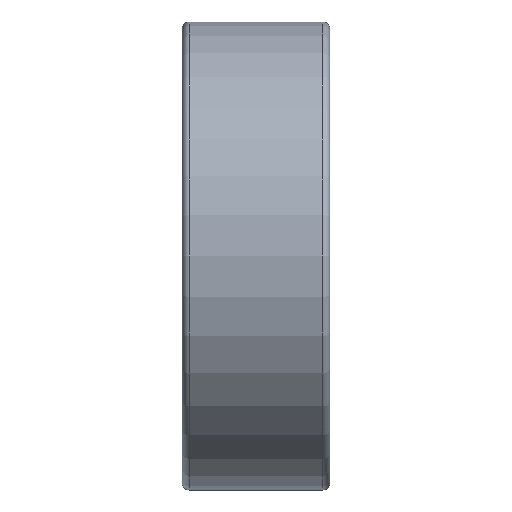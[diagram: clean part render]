
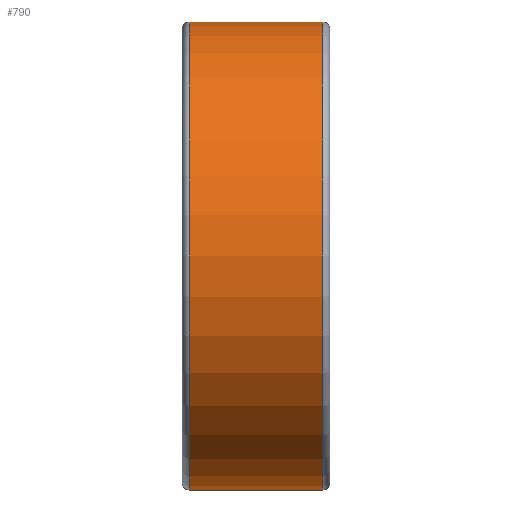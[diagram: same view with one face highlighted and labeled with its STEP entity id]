
A CAD part, front view. The second image highlights one B-rep face of the part: STEP entity #790.
In plain terms, the highlighted cylindrical face has radius 9.5 mm (diameter 19 mm), a partial arc.
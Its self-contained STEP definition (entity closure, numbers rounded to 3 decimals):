
#67 = ORIENTED_EDGE ( 'NONE', *, *, #274, .T. ) ;
#75 = CARTESIAN_POINT ( 'NONE',  ( -2.7, 0., 9.5 ) ) ;
#84 = DIRECTION ( 'NONE',  ( 1., 0., 0. ) ) ;
#90 = VECTOR ( 'NONE', #584, 1000. ) ;
#99 = VERTEX_POINT ( 'NONE', #75 ) ;
#142 = CARTESIAN_POINT ( 'NONE',  ( -20.637, 0., -9.5 ) ) ;
#152 = DIRECTION ( 'NONE',  ( 0., 0., -1. ) ) ;
#185 = CIRCLE ( 'NONE', #400, 9.5 ) ;
#189 = VECTOR ( 'NONE', #84, 1000. ) ;
#225 = CARTESIAN_POINT ( 'NONE',  ( 2.7, 0., 0. ) ) ;
#247 = CARTESIAN_POINT ( 'NONE',  ( 2.7, 0., 9.5 ) ) ;
#248 = VERTEX_POINT ( 'NONE', #773 ) ;
#261 = ORIENTED_EDGE ( 'NONE', *, *, #403, .F. ) ;
#274 = EDGE_CURVE ( 'NONE', #606, #248, #781, .T. ) ;
#371 = DIRECTION ( 'NONE',  ( 1., 0., 0. ) ) ;
#373 = AXIS2_PLACEMENT_3D ( 'NONE', #621, #500, #685 ) ;
#400 = AXIS2_PLACEMENT_3D ( 'NONE', #736, #371, #802 ) ;
#402 = CIRCLE ( 'NONE', #469, 9.5 ) ;
#403 = EDGE_CURVE ( 'NONE', #714, #248, #402, .T. ) ;
#446 = CYLINDRICAL_SURFACE ( 'NONE', #373, 9.5 ) ;
#469 = AXIS2_PLACEMENT_3D ( 'NONE', #225, #596, #152 ) ;
#470 = EDGE_CURVE ( 'NONE', #99, #714, #688, .T. ) ;
#500 = DIRECTION ( 'NONE',  ( 1., 0., 0. ) ) ;
#584 = DIRECTION ( 'NONE',  ( 1., 0., 0. ) ) ;
#596 = DIRECTION ( 'NONE',  ( 1., 0., 0. ) ) ;
#597 = CARTESIAN_POINT ( 'NONE',  ( -2.7, 0., -9.5 ) ) ;
#606 = VERTEX_POINT ( 'NONE', #597 ) ;
#621 = CARTESIAN_POINT ( 'NONE',  ( -20.637, 0., 0. ) ) ;
#622 = FACE_OUTER_BOUND ( 'NONE', #768, .T. ) ;
#669 = EDGE_CURVE ( 'NONE', #99, #606, #185, .T. ) ;
#685 = DIRECTION ( 'NONE',  ( 0., 0., -1. ) ) ;
#688 = LINE ( 'NONE', #716, #189 ) ;
#694 = ORIENTED_EDGE ( 'NONE', *, *, #470, .F. ) ;
#714 = VERTEX_POINT ( 'NONE', #247 ) ;
#716 = CARTESIAN_POINT ( 'NONE',  ( -20.637, 0., 9.5 ) ) ;
#736 = CARTESIAN_POINT ( 'NONE',  ( -2.7, 0., 0. ) ) ;
#748 = ORIENTED_EDGE ( 'NONE', *, *, #669, .T. ) ;
#768 = EDGE_LOOP ( 'NONE', ( #694, #748, #67, #261 ) ) ;
#773 = CARTESIAN_POINT ( 'NONE',  ( 2.7, 0., -9.5 ) ) ;
#781 = LINE ( 'NONE', #142, #90 ) ;
#790 = ADVANCED_FACE ( 'NONE', ( #622 ), #446, .T. ) ;
#802 = DIRECTION ( 'NONE',  ( 0., 0., -1. ) ) ;
